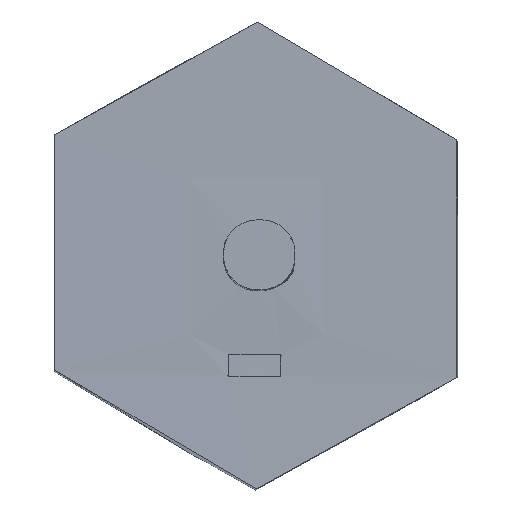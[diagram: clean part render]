
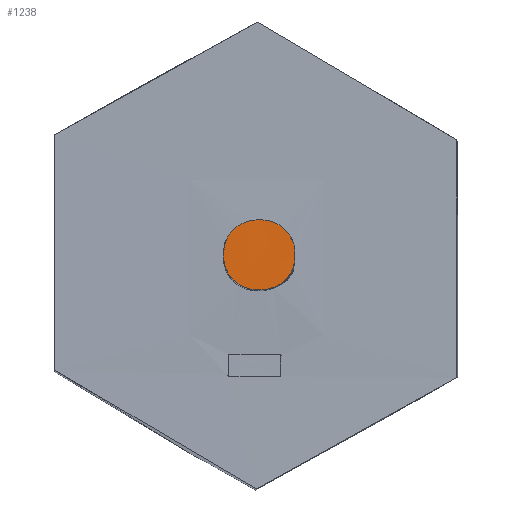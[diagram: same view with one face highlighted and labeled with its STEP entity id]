
A CAD part, top view. The second image highlights one B-rep face of the part: STEP entity #1238.
In plain terms, the highlighted free-form (B-spline) face has degree [3, 3] with [4, 4] control points.
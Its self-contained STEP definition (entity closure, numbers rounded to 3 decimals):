
#411 = B_SPLINE_SURFACE_WITH_KNOTS('',3,3,(
    (#412,#413,#414,#415)
    ,(#416,#417,#418,#419)
    ,(#420,#421,#422,#423)
    ,(#424,#425,#426,#427
    )),.UNSPECIFIED.,.F.,.F.,.F.,(4,4),(4,4),(0.,1.),(0.,1.),
  .PIECEWISE_BEZIER_KNOTS.);
#412 = CARTESIAN_POINT('',(-0.078,0.007,
    0.312));
#413 = CARTESIAN_POINT('',(-0.079,0.006,
    0.547));
#414 = CARTESIAN_POINT('',(-0.078,0.006,
    0.779));
#415 = CARTESIAN_POINT('',(-0.078,0.009,
    1.016));
#416 = CARTESIAN_POINT('',(-0.078,-0.093,
    0.312));
#417 = CARTESIAN_POINT('',(-0.078,-0.096,
    0.544));
#418 = CARTESIAN_POINT('',(-0.076,-0.093,
    0.782));
#419 = CARTESIAN_POINT('',(-0.076,-0.096,
    1.016));
#420 = CARTESIAN_POINT('',(0.085,-0.107,
    0.311));
#421 = CARTESIAN_POINT('',(0.087,-0.103,
    0.55));
#422 = CARTESIAN_POINT('',(0.081,-0.103,
    0.779));
#423 = CARTESIAN_POINT('',(0.084,-0.104,
    1.017));
#424 = CARTESIAN_POINT('',(0.088,0.002,
    0.313));
#425 = CARTESIAN_POINT('',(0.086,-0.003,
    0.545));
#426 = CARTESIAN_POINT('',(0.087,0.001,
    0.785));
#427 = CARTESIAN_POINT('',(0.086,0.003,
    1.015));
#475 = B_SPLINE_SURFACE_WITH_KNOTS('',3,3,(
    (#476,#477,#478,#479)
    ,(#480,#481,#482,#483)
    ,(#484,#485,#486,#487)
    ,(#488,#489,#490,#491
    )),.UNSPECIFIED.,.F.,.F.,.F.,(4,4),(4,4),(0.,1.),(0.,1.),
  .PIECEWISE_BEZIER_KNOTS.);
#476 = CARTESIAN_POINT('',(0.085,-0.008,
    0.309));
#477 = CARTESIAN_POINT('',(0.085,-0.006,
    0.545));
#478 = CARTESIAN_POINT('',(0.09,-0.007,
    0.781));
#479 = CARTESIAN_POINT('',(0.085,-0.009,
    1.015));
#480 = CARTESIAN_POINT('',(0.087,0.102,
    0.311));
#481 = CARTESIAN_POINT('',(0.086,0.098,
    0.544));
#482 = CARTESIAN_POINT('',(0.083,0.099,
    0.782));
#483 = CARTESIAN_POINT('',(0.087,0.101,
    1.015));
#484 = CARTESIAN_POINT('',(-0.077,0.098,
    0.31));
#485 = CARTESIAN_POINT('',(-0.079,0.095,
    0.547));
#486 = CARTESIAN_POINT('',(-0.077,0.096,
    0.776));
#487 = CARTESIAN_POINT('',(-0.079,0.099,
    1.017));
#488 = CARTESIAN_POINT('',(-0.077,-0.011,
    0.309));
#489 = CARTESIAN_POINT('',(-0.078,-0.006,
    0.544));
#490 = CARTESIAN_POINT('',(-0.073,-0.009,
    0.782));
#491 = CARTESIAN_POINT('',(-0.077,-0.013,
    1.014));
#1145 = VERTEX_POINT('',#1146);
#1146 = CARTESIAN_POINT('',(0.083,0.,
    0.999));
#1171 = VERTEX_POINT('',#1172);
#1172 = CARTESIAN_POINT('',(-0.071,0.001,
    0.999));
#1195 = EDGE_CURVE('',#1145,#1171,#1196,.T.);
#1196 = SURFACE_CURVE('',#1197,(#1202,#1212),.PCURVE_S1.);
#1197 = B_SPLINE_CURVE_WITH_KNOTS('',3,(#1198,#1199,#1200,#1201),
  .UNSPECIFIED.,.F.,.F.,(4,4),(0.,1.),.PIECEWISE_BEZIER_KNOTS.);
#1198 = CARTESIAN_POINT('',(0.083,0.,
    0.999));
#1199 = CARTESIAN_POINT('',(0.083,-0.101,
    0.999));
#1200 = CARTESIAN_POINT('',(-0.073,-0.099,
    0.998));
#1201 = CARTESIAN_POINT('',(-0.071,0.001,
    0.999));
#1202 = PCURVE('',#411,#1203);
#1203 = DEFINITIONAL_REPRESENTATION('',(#1204),#1211);
#1204 = B_SPLINE_CURVE_WITH_KNOTS('',5,(#1205,#1206,#1207,#1208,#1209,
    #1210),.UNSPECIFIED.,.F.,.F.,(6,6),(0.,1.),
  .PIECEWISE_BEZIER_KNOTS.);
#1205 = CARTESIAN_POINT('',(0.991,0.977));
#1206 = CARTESIAN_POINT('',(0.8,0.977));
#1207 = CARTESIAN_POINT('',(0.576,0.976));
#1208 = CARTESIAN_POINT('',(0.427,0.976));
#1209 = CARTESIAN_POINT('',(0.231,0.976));
#1210 = CARTESIAN_POINT('',(0.029,0.976));
#1211 = ( GEOMETRIC_REPRESENTATION_CONTEXT(2) 
PARAMETRIC_REPRESENTATION_CONTEXT() REPRESENTATION_CONTEXT('2D SPACE',''
  ) );
#1212 = PCURVE('',#1213,#1230);
#1213 = B_SPLINE_SURFACE_WITH_KNOTS('',3,3,(
    (#1214,#1215,#1216,#1217)
    ,(#1218,#1219,#1220,#1221)
    ,(#1222,#1223,#1224,#1225)
    ,(#1226,#1227,#1228,#1229
    )),.UNSPECIFIED.,.F.,.F.,.F.,(4,4),(4,4),(0.,1.),(0.,1.),
  .PIECEWISE_BEZIER_KNOTS.);
#1214 = CARTESIAN_POINT('',(-0.071,-0.081,
    0.999));
#1215 = CARTESIAN_POINT('',(-0.071,-0.027,
    0.999));
#1216 = CARTESIAN_POINT('',(-0.071,0.024,
    0.999));
#1217 = CARTESIAN_POINT('',(-0.071,0.077,
    0.999));
#1218 = CARTESIAN_POINT('',(-0.019,-0.08,
    0.998));
#1219 = CARTESIAN_POINT('',(-0.019,-0.029,
    0.999));
#1220 = CARTESIAN_POINT('',(-0.019,0.025,
    0.998));
#1221 = CARTESIAN_POINT('',(-0.019,0.077,
    0.999));
#1222 = CARTESIAN_POINT('',(0.033,-0.08,
    0.999));
#1223 = CARTESIAN_POINT('',(0.033,-0.028,
    0.999));
#1224 = CARTESIAN_POINT('',(0.033,0.024,
    0.999));
#1225 = CARTESIAN_POINT('',(0.033,0.077,
    0.998));
#1226 = CARTESIAN_POINT('',(0.085,-0.081,
    0.998));
#1227 = CARTESIAN_POINT('',(0.086,-0.028,
    0.999));
#1228 = CARTESIAN_POINT('',(0.085,0.024,
    0.999));
#1229 = CARTESIAN_POINT('',(0.085,0.077,
    0.999));
#1230 = DEFINITIONAL_REPRESENTATION('',(#1231),#1237);
#1231 = B_SPLINE_CURVE_WITH_KNOTS('',4,(#1232,#1233,#1234,#1235,#1236),
  .UNSPECIFIED.,.F.,.F.,(5,5),(0.,1.),.PIECEWISE_BEZIER_KNOTS.);
#1232 = CARTESIAN_POINT('',(0.981,0.509));
#1233 = CARTESIAN_POINT('',(0.984,0.031));
#1234 = CARTESIAN_POINT('',(0.488,-0.124));
#1235 = CARTESIAN_POINT('',(-0.01,0.036));
#1236 = CARTESIAN_POINT('',(-0.001,0.517));
#1237 = ( GEOMETRIC_REPRESENTATION_CONTEXT(2) 
PARAMETRIC_REPRESENTATION_CONTEXT() REPRESENTATION_CONTEXT('2D SPACE',''
  ) );
#1238 = ADVANCED_FACE('',(#1239),#1213,.T.);
#1239 = FACE_BOUND('',#1240,.F.);
#1240 = EDGE_LOOP('',(#1241,#1265));
#1241 = ORIENTED_EDGE('',*,*,#1242,.T.);
#1242 = EDGE_CURVE('',#1171,#1145,#1243,.T.);
#1243 = SURFACE_CURVE('',#1244,(#1249,#1257),.PCURVE_S1.);
#1244 = B_SPLINE_CURVE_WITH_KNOTS('',3,(#1245,#1246,#1247,#1248),
  .UNSPECIFIED.,.F.,.F.,(4,4),(0.,1.),.PIECEWISE_BEZIER_KNOTS.);
#1245 = CARTESIAN_POINT('',(-0.071,0.001,
    0.999));
#1246 = CARTESIAN_POINT('',(-0.073,0.102,
    0.998));
#1247 = CARTESIAN_POINT('',(0.087,0.101,
    0.999));
#1248 = CARTESIAN_POINT('',(0.083,0.,
    0.999));
#1249 = PCURVE('',#1213,#1250);
#1250 = DEFINITIONAL_REPRESENTATION('',(#1251),#1256);
#1251 = B_SPLINE_CURVE_WITH_KNOTS('',3,(#1252,#1253,#1254,#1255),
  .UNSPECIFIED.,.F.,.F.,(4,4),(0.,1.),.PIECEWISE_BEZIER_KNOTS.);
#1252 = CARTESIAN_POINT('',(-0.001,0.517));
#1253 = CARTESIAN_POINT('',(-0.015,1.165));
#1254 = CARTESIAN_POINT('',(1.008,1.154));
#1255 = CARTESIAN_POINT('',(0.981,0.509));
#1256 = ( GEOMETRIC_REPRESENTATION_CONTEXT(2) 
PARAMETRIC_REPRESENTATION_CONTEXT() REPRESENTATION_CONTEXT('2D SPACE',''
  ) );
#1257 = PCURVE('',#475,#1258);
#1258 = DEFINITIONAL_REPRESENTATION('',(#1259),#1264);
#1259 = B_SPLINE_CURVE_WITH_KNOTS('',3,(#1260,#1261,#1262,#1263),
  .UNSPECIFIED.,.F.,.F.,(4,4),(0.,1.),.PIECEWISE_BEZIER_KNOTS.);
#1260 = CARTESIAN_POINT('',(0.956,0.978));
#1261 = CARTESIAN_POINT('',(0.625,0.978));
#1262 = CARTESIAN_POINT('',(0.355,0.977));
#1263 = CARTESIAN_POINT('',(0.029,0.977));
#1264 = ( GEOMETRIC_REPRESENTATION_CONTEXT(2) 
PARAMETRIC_REPRESENTATION_CONTEXT() REPRESENTATION_CONTEXT('2D SPACE',''
  ) );
#1265 = ORIENTED_EDGE('',*,*,#1195,.T.);
